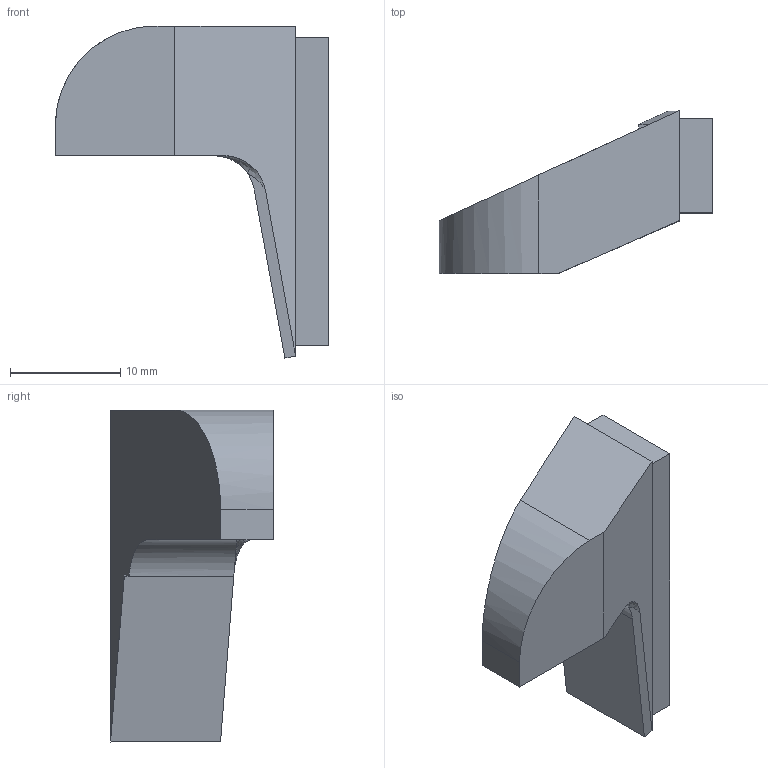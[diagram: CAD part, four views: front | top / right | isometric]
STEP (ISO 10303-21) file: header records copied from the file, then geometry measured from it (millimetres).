
FILE_DESCRIPTION(/* description */ (''),/* implementation_level */ '2;1');
FILE_NAME(/* name */ 'tuberia.step',/* time_stamp */ '2020-04-20T17:34:35+02:00',/* author */ (''),/* organization */ (''),/* preprocessor_version */ 'ST-DEVELOPER v18.1',/* originating_system */ 'Autodesk Translation Framework v9.2.0.1227',/* authorisation */ '');
FILE_SCHEMA (('AUTOMOTIVE_DESIGN { 1 0 10303 214 3 1 1 }'));
Length unit declared in the file: millimetre
Products named in the file (1): tuberia
Bounding box: 24.84 x 14.81 x 30.18 mm (x, y, z)
Volume: 1337.6 mm3; surface area: 2576.1 mm2
Topology: 1 solids, 1 shells, 43 faces, 116 edges, 74 vertices
Faces by surface type: plane 34, cylinder 5, bspline 4
Entity records: 1429 total; most frequent: CARTESIAN_POINT 325, ORIENTED_EDGE 228, DIRECTION 208, EDGE_CURVE 114, LINE 94, VECTOR 94, VERTEX_POINT 74, AXIS2_PLACEMENT_3D 57
